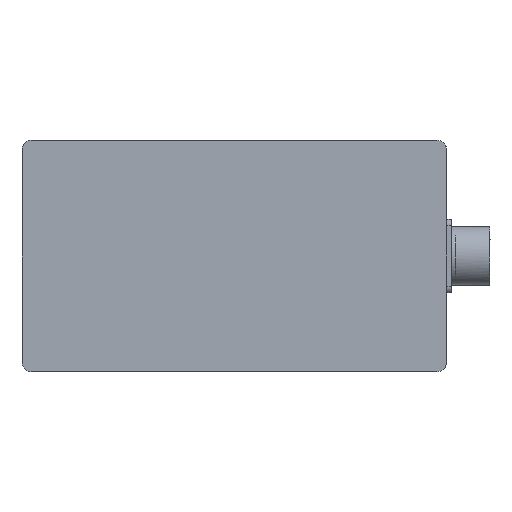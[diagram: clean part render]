
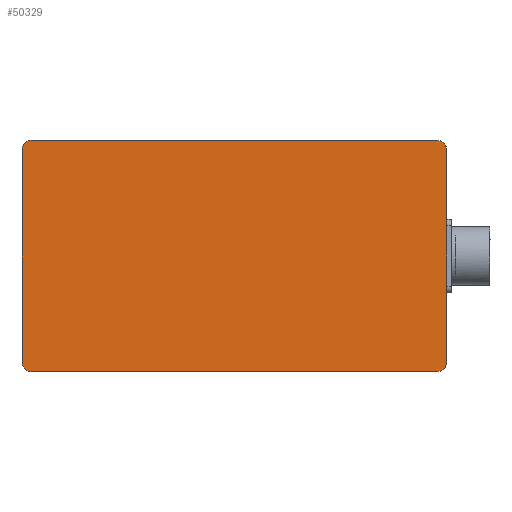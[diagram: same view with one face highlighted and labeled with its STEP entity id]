
A CAD part, front view. The second image highlights one B-rep face of the part: STEP entity #50329.
In plain terms, the highlighted face is planar.
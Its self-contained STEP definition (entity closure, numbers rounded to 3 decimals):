
#413 = CARTESIAN_POINT ( 'NONE',  ( 55., -45., -119. ) ) ;
#999 = VECTOR ( 'NONE', #42226, 1000. ) ;
#1156 = DIRECTION ( 'NONE',  ( 0., 0., -1. ) ) ;
#1463 = DIRECTION ( 'NONE',  ( 0., -1., 0. ) ) ;
#1849 = LINE ( 'NONE', #48105, #9536 ) ;
#4592 = CARTESIAN_POINT ( 'NONE',  ( 55., 175., -119. ) ) ;
#6565 = AXIS2_PLACEMENT_3D ( 'NONE', #58535, #71170, #47879 ) ;
#7260 = VERTEX_POINT ( 'NONE', #71774 ) ;
#7826 = CARTESIAN_POINT ( 'NONE',  ( -60., 170., -119. ) ) ;
#8553 = CARTESIAN_POINT ( 'NONE',  ( -55., -45., -119. ) ) ;
#9365 = CARTESIAN_POINT ( 'NONE',  ( 55., -40., -119. ) ) ;
#9536 = VECTOR ( 'NONE', #1463, 1000. ) ;
#12670 = ORIENTED_EDGE ( 'NONE', *, *, #28174, .T. ) ;
#14080 = EDGE_LOOP ( 'NONE', ( #59742, #63244, #14120, #28349, #77674, #12670, #72784, #17474 ) ) ;
#14120 = ORIENTED_EDGE ( 'NONE', *, *, #47039, .T. ) ;
#14213 = EDGE_CURVE ( 'NONE', #76247, #19969, #38928, .T. ) ;
#14860 = DIRECTION ( 'NONE',  ( 1., 0., 0. ) ) ;
#15245 = LINE ( 'NONE', #74419, #45320 ) ;
#15910 = CIRCLE ( 'NONE', #26045, 5. ) ;
#15978 = DIRECTION ( 'NONE',  ( 0., 0., -1. ) ) ;
#17474 = ORIENTED_EDGE ( 'NONE', *, *, #61041, .T. ) ;
#19969 = VERTEX_POINT ( 'NONE', #62150 ) ;
#20657 = VERTEX_POINT ( 'NONE', #4592 ) ;
#22347 = DIRECTION ( 'NONE',  ( -1., 0., 0. ) ) ;
#23300 = LINE ( 'NONE', #24490, #59929 ) ;
#24466 = CARTESIAN_POINT ( 'NONE',  ( 55., 170., -119. ) ) ;
#24490 = CARTESIAN_POINT ( 'NONE',  ( 55., -45., -119. ) ) ;
#25273 = DIRECTION ( 'NONE',  ( -1., 0., 0. ) ) ;
#25763 = CARTESIAN_POINT ( 'NONE',  ( -55., 170., -119. ) ) ;
#26045 = AXIS2_PLACEMENT_3D ( 'NONE', #24466, #1156, #25273 ) ;
#27316 = EDGE_CURVE ( 'NONE', #7260, #58920, #71754, .T. ) ;
#28174 = EDGE_CURVE ( 'NONE', #19969, #20657, #15245, .T. ) ;
#28349 = ORIENTED_EDGE ( 'NONE', *, *, #68183, .T. ) ;
#32789 = DIRECTION ( 'NONE',  ( -1., 0., 0. ) ) ;
#38928 = CIRCLE ( 'NONE', #54032, 5. ) ;
#39680 = DIRECTION ( 'NONE',  ( 0., 0., -1. ) ) ;
#39990 = DIRECTION ( 'NONE',  ( -1., 0., 0. ) ) ;
#40951 = CARTESIAN_POINT ( 'NONE',  ( 60., 170., -119. ) ) ;
#42226 = DIRECTION ( 'NONE',  ( 0., 1., 0. ) ) ;
#45320 = VECTOR ( 'NONE', #14860, 1000. ) ;
#47039 = EDGE_CURVE ( 'NONE', #63787, #51780, #74645, .T. ) ;
#47614 = EDGE_CURVE ( 'NONE', #58920, #63787, #23300, .T. ) ;
#47807 = AXIS2_PLACEMENT_3D ( 'NONE', #69997, #15978, #39990 ) ;
#47879 = DIRECTION ( 'NONE',  ( -1., 0., 0. ) ) ;
#48105 = CARTESIAN_POINT ( 'NONE',  ( 60., 170., -119. ) ) ;
#48136 = DIRECTION ( 'NONE',  ( -1., 0., 0. ) ) ;
#50329 = ADVANCED_FACE ( 'NONE', ( #63366 ), #57099, .T. ) ;
#50953 = DIRECTION ( 'NONE',  ( 0., 0., -1. ) ) ;
#51780 = VERTEX_POINT ( 'NONE', #76557 ) ;
#54032 = AXIS2_PLACEMENT_3D ( 'NONE', #25763, #50953, #32789 ) ;
#55045 = AXIS2_PLACEMENT_3D ( 'NONE', #9365, #39680, #22347 ) ;
#56010 = CARTESIAN_POINT ( 'NONE',  ( -60., -40., -119. ) ) ;
#57099 = PLANE ( 'NONE',  #55045 ) ;
#58535 = CARTESIAN_POINT ( 'NONE',  ( -55., -40., -119. ) ) ;
#58920 = VERTEX_POINT ( 'NONE', #413 ) ;
#59742 = ORIENTED_EDGE ( 'NONE', *, *, #27316, .T. ) ;
#59929 = VECTOR ( 'NONE', #48136, 1000. ) ;
#61041 = EDGE_CURVE ( 'NONE', #76044, #7260, #1849, .T. ) ;
#62150 = CARTESIAN_POINT ( 'NONE',  ( -55., 175., -119. ) ) ;
#62712 = EDGE_CURVE ( 'NONE', #20657, #76044, #15910, .T. ) ;
#63244 = ORIENTED_EDGE ( 'NONE', *, *, #47614, .T. ) ;
#63366 = FACE_OUTER_BOUND ( 'NONE', #14080, .T. ) ;
#63787 = VERTEX_POINT ( 'NONE', #8553 ) ;
#68183 = EDGE_CURVE ( 'NONE', #51780, #76247, #73384, .T. ) ;
#69997 = CARTESIAN_POINT ( 'NONE',  ( 55., -40., -119. ) ) ;
#71170 = DIRECTION ( 'NONE',  ( 0., 0., -1. ) ) ;
#71754 = CIRCLE ( 'NONE', #47807, 5. ) ;
#71774 = CARTESIAN_POINT ( 'NONE',  ( 60., -40., -119. ) ) ;
#72784 = ORIENTED_EDGE ( 'NONE', *, *, #62712, .T. ) ;
#73384 = LINE ( 'NONE', #56010, #999 ) ;
#74419 = CARTESIAN_POINT ( 'NONE',  ( -55., 175., -119. ) ) ;
#74645 = CIRCLE ( 'NONE', #6565, 5. ) ;
#76044 = VERTEX_POINT ( 'NONE', #40951 ) ;
#76247 = VERTEX_POINT ( 'NONE', #7826 ) ;
#76557 = CARTESIAN_POINT ( 'NONE',  ( -60., -40., -119. ) ) ;
#77674 = ORIENTED_EDGE ( 'NONE', *, *, #14213, .T. ) ;
